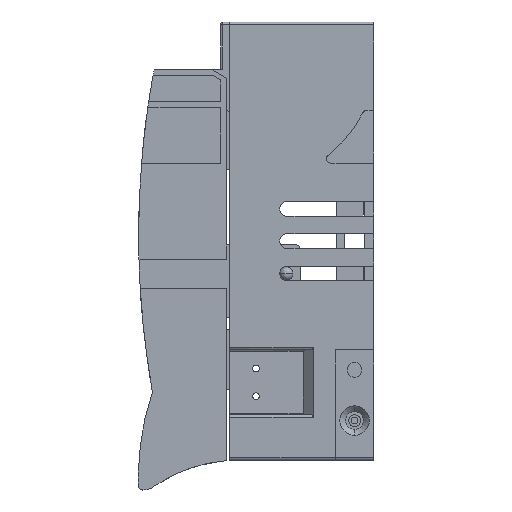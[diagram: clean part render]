
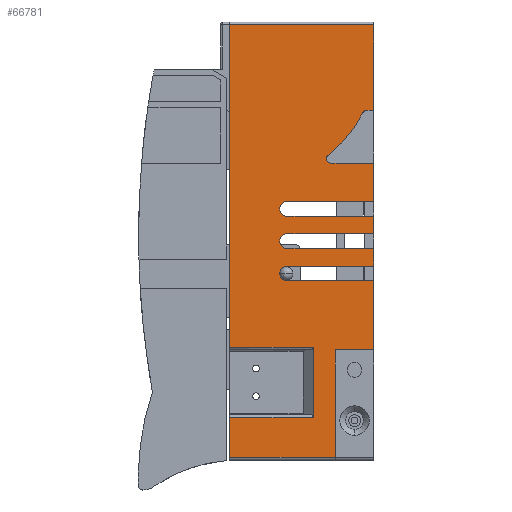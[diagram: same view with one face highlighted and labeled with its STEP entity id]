
A CAD part, left-side view. The second image highlights one B-rep face of the part: STEP entity #66781.
In plain terms, the highlighted planar face has unit normal (-1, 0, 0).
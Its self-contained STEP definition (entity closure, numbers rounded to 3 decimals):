
#58016=DIRECTION('',(0.,0.,-1.));
#58017=VECTOR('',#58016,36.5);
#58018=CARTESIAN_POINT('',(12.,13.,-37.));
#58019=LINE('',#58018,#58017);
#58039=DIRECTION('',(0.,0.,-1.));
#58040=VECTOR('',#58039,30.);
#58041=CARTESIAN_POINT('',(12.,49.,2.5));
#58042=LINE('',#58041,#58040);
#58046=DIRECTION('',(0.,0.,1.));
#58047=VECTOR('',#58046,29.);
#58048=CARTESIAN_POINT('',(12.,0.,44.5));
#58049=LINE('',#58048,#58047);
#58053=DIRECTION('',(0.,-1.,0.));
#58054=VECTOR('',#58053,2.362);
#58055=CARTESIAN_POINT('',(12.,2.362,44.5));
#58056=LINE('',#58055,#58054);
#58060=CARTESIAN_POINT('',(12.,2.362,43.));
#58061=DIRECTION('',(1.,0.,0.));
#58062=DIRECTION('',(0.,0.904,0.427));
#58063=AXIS2_PLACEMENT_3D('',#58060,#58061,#58062);
#58068=CARTESIAN_POINT('',(12.,38.902,60.233));
#58069=DIRECTION('',(-1.,0.,0.));
#58070=DIRECTION('',(0.,-0.603,-0.798));
#58071=AXIS2_PLACEMENT_3D('',#58068,#58069,#58070);
#58076=CARTESIAN_POINT('',(12.,14.546,28.));
#58077=DIRECTION('',(1.,0.,0.));
#58078=DIRECTION('',(0.,0.,-1.));
#58079=AXIS2_PLACEMENT_3D('',#58076,#58077,#58078);
#58084=DIRECTION('',(0.,1.,0.));
#58085=VECTOR('',#58084,14.546);
#58086=CARTESIAN_POINT('',(12.,0.,26.5));
#58087=LINE('',#58086,#58085);
#58091=DIRECTION('',(0.,0.,1.));
#58092=VECTOR('',#58091,13.);
#58093=CARTESIAN_POINT('',(12.,0.,13.5));
#58094=LINE('',#58093,#58092);
#58098=DIRECTION('',(0.,-1.,0.));
#58099=VECTOR('',#58098,29.5);
#58100=CARTESIAN_POINT('',(12.,29.5,13.5));
#58101=LINE('',#58100,#58099);
#58105=CARTESIAN_POINT('',(12.,29.5,11.));
#58106=DIRECTION('',(1.,0.,0.));
#58107=DIRECTION('',(0.,0.,-1.));
#58108=AXIS2_PLACEMENT_3D('',#58105,#58106,#58107);
#58113=DIRECTION('',(0.,1.,0.));
#58114=VECTOR('',#58113,29.5);
#58115=CARTESIAN_POINT('',(12.,0.,8.5));
#58116=LINE('',#58115,#58114);
#58120=DIRECTION('',(0.,0.,1.));
#58121=VECTOR('',#58120,6.);
#58122=CARTESIAN_POINT('',(12.,0.,2.5));
#58123=LINE('',#58122,#58121);
#58127=DIRECTION('',(0.,-1.,0.));
#58128=VECTOR('',#58127,29.5);
#58129=CARTESIAN_POINT('',(12.,29.5,2.5));
#58130=LINE('',#58129,#58128);
#58134=CARTESIAN_POINT('',(12.,29.5,0.));
#58135=DIRECTION('',(1.,0.,0.));
#58136=DIRECTION('',(0.,0.,-1.));
#58137=AXIS2_PLACEMENT_3D('',#58134,#58135,#58136);
#58142=DIRECTION('',(0.,1.,0.));
#58143=VECTOR('',#58142,29.5);
#58144=CARTESIAN_POINT('',(12.,0.,-2.5));
#58145=LINE('',#58144,#58143);
#58149=DIRECTION('',(0.,0.,1.));
#58150=VECTOR('',#58149,6.);
#58151=CARTESIAN_POINT('',(12.,0.,-8.5));
#58152=LINE('',#58151,#58150);
#58156=DIRECTION('',(0.,-1.,0.));
#58157=VECTOR('',#58156,29.5);
#58158=CARTESIAN_POINT('',(12.,29.5,-8.5));
#58159=LINE('',#58158,#58157);
#58163=CARTESIAN_POINT('',(12.,29.5,-11.));
#58164=DIRECTION('',(1.,0.,0.));
#58165=DIRECTION('',(0.,0.,-1.));
#58166=AXIS2_PLACEMENT_3D('',#58163,#58164,#58165);
#58171=DIRECTION('',(0.,1.,0.));
#58172=VECTOR('',#58171,29.5);
#58173=CARTESIAN_POINT('',(12.,0.,-13.5));
#58174=LINE('',#58173,#58172);
#58178=DIRECTION('',(0.,0.,1.));
#58179=VECTOR('',#58178,23.5);
#58180=CARTESIAN_POINT('',(12.,0.,-37.));
#58181=LINE('',#58180,#58179);
#58185=DIRECTION('',(0.,-1.,0.));
#58186=VECTOR('',#58185,13.);
#58187=CARTESIAN_POINT('',(12.,13.,-37.));
#58188=LINE('',#58187,#58186);
#58192=DIRECTION('',(0.,0.,-1.));
#58193=VECTOR('',#58192,13.5);
#58194=CARTESIAN_POINT('',(12.,49.,-60.));
#58195=LINE('',#58194,#58193);
#58199=DIRECTION('',(0.,0.,-1.));
#58200=VECTOR('',#58199,24.);
#58201=CARTESIAN_POINT('',(12.,20.5,-36.));
#58202=LINE('',#58201,#58200);
#58259=DIRECTION('',(0.,0.,1.));
#58260=VECTOR('',#58259,8.5);
#58261=CARTESIAN_POINT('',(12.,49.,-36.));
#58262=LINE('',#58261,#58260);
#58314=CARTESIAN_POINT('',(12.,20.5,-36.));
#58391=DIRECTION('',(0.,1.,0.));
#58392=VECTOR('',#58391,28.5);
#58393=CARTESIAN_POINT('',(12.,20.5,-36.));
#58394=LINE('',#58393,#58392);
#58442=CARTESIAN_POINT('',(12.,20.5,-60.));
#58468=DIRECTION('',(0.,-1.,0.));
#58469=VECTOR('',#58468,28.5);
#58470=CARTESIAN_POINT('',(12.,49.,-60.));
#58471=LINE('',#58470,#58469);
#60835=DIRECTION('',(0.,-1.,0.));
#60836=VECTOR('',#60835,49.);
#60837=CARTESIAN_POINT('',(12.,49.,73.5));
#60838=LINE('',#60837,#60836);
#60849=DIRECTION('',(0.,0.,1.));
#60850=VECTOR('',#60849,71.);
#60851=CARTESIAN_POINT('',(12.,49.,2.5));
#60852=LINE('',#60851,#60850);
#63476=DIRECTION('',(0.,1.,0.));
#63477=VECTOR('',#63476,36.);
#63478=CARTESIAN_POINT('',(12.,13.,-73.5));
#63479=LINE('',#63478,#63477);
#64857=CARTESIAN_POINT('',(12.,29.5,8.5));
#64859=VERTEX_POINT('',#64857);
#64877=CARTESIAN_POINT('',(12.,15.45,29.197));
#64879=VERTEX_POINT('',#64877);
#64949=CARTESIAN_POINT('',(12.,29.5,-13.5));
#64950=CARTESIAN_POINT('',(12.,29.5,-8.5));
#64951=VERTEX_POINT('',#64949);
#64952=VERTEX_POINT('',#64950);
#65040=CARTESIAN_POINT('',(12.,49.,-36.));
#65042=VERTEX_POINT('',#65040);
#65061=CARTESIAN_POINT('',(12.,49.,-27.5));
#65063=VERTEX_POINT('',#65061);
#65177=CARTESIAN_POINT('',(12.,0.,-2.5));
#65178=CARTESIAN_POINT('',(12.,29.5,-2.5));
#65179=VERTEX_POINT('',#65177);
#65180=VERTEX_POINT('',#65178);
#65197=VERTEX_POINT('',#58442);
#65232=CARTESIAN_POINT('',(12.,0.,2.5));
#65233=CARTESIAN_POINT('',(12.,0.,8.5));
#65234=VERTEX_POINT('',#65232);
#65235=VERTEX_POINT('',#65233);
#65240=VERTEX_POINT('',#58314);
#65316=CARTESIAN_POINT('',(12.,29.5,2.5));
#65317=VERTEX_POINT('',#65316);
#65396=CARTESIAN_POINT('',(12.,3.718,43.64));
#65397=CARTESIAN_POINT('',(12.,2.362,44.5));
#65398=VERTEX_POINT('',#65396);
#65399=VERTEX_POINT('',#65397);
#65406=CARTESIAN_POINT('',(12.,13.,-37.));
#65408=VERTEX_POINT('',#65406);
#65450=CARTESIAN_POINT('',(12.,0.,-13.5));
#65452=VERTEX_POINT('',#65450);
#65458=CARTESIAN_POINT('',(12.,49.,73.5));
#65459=CARTESIAN_POINT('',(12.,0.,73.5));
#65460=VERTEX_POINT('',#65458);
#65461=VERTEX_POINT('',#65459);
#65466=CARTESIAN_POINT('',(12.,49.,2.5));
#65467=VERTEX_POINT('',#65466);
#65523=CARTESIAN_POINT('',(12.,29.5,13.5));
#65525=VERTEX_POINT('',#65523);
#65577=CARTESIAN_POINT('',(12.,13.,-73.5));
#65578=CARTESIAN_POINT('',(12.,49.,-73.5));
#65579=VERTEX_POINT('',#65577);
#65580=VERTEX_POINT('',#65578);
#65675=CARTESIAN_POINT('',(12.,0.,44.5));
#65676=VERTEX_POINT('',#65675);
#65685=CARTESIAN_POINT('',(12.,14.546,26.5));
#65686=VERTEX_POINT('',#65685);
#65711=CARTESIAN_POINT('',(12.,0.,13.5));
#65712=VERTEX_POINT('',#65711);
#65717=CARTESIAN_POINT('',(12.,0.,26.5));
#65718=VERTEX_POINT('',#65717);
#65823=CARTESIAN_POINT('',(12.,0.,-8.5));
#65824=VERTEX_POINT('',#65823);
#65889=CARTESIAN_POINT('',(12.,49.,-60.));
#65890=VERTEX_POINT('',#65889);
#65993=CARTESIAN_POINT('',(12.,0.,-37.));
#65994=VERTEX_POINT('',#65993);
#66720=CARTESIAN_POINT('',(12.,13.,-74.5));
#66721=DIRECTION('',(1.,0.,0.));
#66722=DIRECTION('',(0.,0.,1.));
#66723=AXIS2_PLACEMENT_3D('',#66720,#66721,#66722);
#66724=PLANE('',#66723);
#66726=ORIENTED_EDGE('',*,*,#66725,.T.);
#66728=ORIENTED_EDGE('',*,*,#66727,.F.);
#66730=ORIENTED_EDGE('',*,*,#66729,.T.);
#66732=ORIENTED_EDGE('',*,*,#66731,.T.);
#66733=ORIENTED_EDGE('',*,*,#66484,.F.);
#66735=ORIENTED_EDGE('',*,*,#66734,.F.);
#66737=ORIENTED_EDGE('',*,*,#66736,.F.);
#66739=ORIENTED_EDGE('',*,*,#66738,.F.);
#66741=ORIENTED_EDGE('',*,*,#66740,.F.);
#66743=ORIENTED_EDGE('',*,*,#66742,.F.);
#66744=ORIENTED_EDGE('',*,*,#66476,.F.);
#66746=ORIENTED_EDGE('',*,*,#66745,.F.);
#66748=ORIENTED_EDGE('',*,*,#66747,.F.);
#66750=ORIENTED_EDGE('',*,*,#66749,.F.);
#66751=ORIENTED_EDGE('',*,*,#66468,.F.);
#66753=ORIENTED_EDGE('',*,*,#66752,.F.);
#66755=ORIENTED_EDGE('',*,*,#66754,.F.);
#66757=ORIENTED_EDGE('',*,*,#66756,.F.);
#66758=ORIENTED_EDGE('',*,*,#66460,.F.);
#66760=ORIENTED_EDGE('',*,*,#66759,.F.);
#66762=ORIENTED_EDGE('',*,*,#66761,.F.);
#66764=ORIENTED_EDGE('',*,*,#66763,.F.);
#66765=ORIENTED_EDGE('',*,*,#66452,.F.);
#66767=ORIENTED_EDGE('',*,*,#66766,.F.);
#66768=ORIENTED_EDGE('',*,*,#66700,.T.);
#66770=ORIENTED_EDGE('',*,*,#66769,.T.);
#66772=ORIENTED_EDGE('',*,*,#66771,.F.);
#66774=ORIENTED_EDGE('',*,*,#66773,.T.);
#66776=ORIENTED_EDGE('',*,*,#66775,.F.);
#66778=ORIENTED_EDGE('',*,*,#66777,.T.);
#66779=EDGE_LOOP('',(#66726,#66728,#66730,#66732,#66733,#66735,#66737,#66739,
#66741,#66743,#66744,#66746,#66748,#66750,#66751,#66753,#66755,#66757,#66758,
#66760,#66762,#66764,#66765,#66767,#66768,#66770,#66772,#66774,#66776,#66778));
#66780=FACE_OUTER_BOUND('',#66779,.F.);
#58064=CIRCLE('',#58063,1.5);
#58072=CIRCLE('',#58071,38.9);
#58080=CIRCLE('',#58079,1.5);
#58109=CIRCLE('',#58108,2.5);
#58138=CIRCLE('',#58137,2.5);
#58167=CIRCLE('',#58166,2.5);
#66452=EDGE_CURVE('',#65994,#65452,#58181,.T.);
#66460=EDGE_CURVE('',#65824,#65179,#58152,.T.);
#66468=EDGE_CURVE('',#65234,#65235,#58123,.T.);
#66476=EDGE_CURVE('',#65712,#65718,#58094,.T.);
#66484=EDGE_CURVE('',#65676,#65461,#58049,.T.);
#66700=EDGE_CURVE('',#65408,#65579,#58019,.T.);
#66725=EDGE_CURVE('',#65042,#65063,#58262,.T.);
#66727=EDGE_CURVE('',#65467,#65063,#58042,.T.);
#66729=EDGE_CURVE('',#65467,#65460,#60852,.T.);
#66731=EDGE_CURVE('',#65460,#65461,#60838,.T.);
#66734=EDGE_CURVE('',#65399,#65676,#58056,.T.);
#66736=EDGE_CURVE('',#65398,#65399,#58064,.T.);
#66738=EDGE_CURVE('',#64879,#65398,#58072,.T.);
#66740=EDGE_CURVE('',#65686,#64879,#58080,.T.);
#66742=EDGE_CURVE('',#65718,#65686,#58087,.T.);
#66745=EDGE_CURVE('',#65525,#65712,#58101,.T.);
#66747=EDGE_CURVE('',#64859,#65525,#58109,.T.);
#66749=EDGE_CURVE('',#65235,#64859,#58116,.T.);
#66752=EDGE_CURVE('',#65317,#65234,#58130,.T.);
#66754=EDGE_CURVE('',#65180,#65317,#58138,.T.);
#66756=EDGE_CURVE('',#65179,#65180,#58145,.T.);
#66759=EDGE_CURVE('',#64952,#65824,#58159,.T.);
#66761=EDGE_CURVE('',#64951,#64952,#58167,.T.);
#66763=EDGE_CURVE('',#65452,#64951,#58174,.T.);
#66766=EDGE_CURVE('',#65408,#65994,#58188,.T.);
#66769=EDGE_CURVE('',#65579,#65580,#63479,.T.);
#66771=EDGE_CURVE('',#65890,#65580,#58195,.T.);
#66773=EDGE_CURVE('',#65890,#65197,#58471,.T.);
#66775=EDGE_CURVE('',#65240,#65197,#58202,.T.);
#66777=EDGE_CURVE('',#65240,#65042,#58394,.T.);
#66781=ADVANCED_FACE('',(#66780),#66724,.F.);
